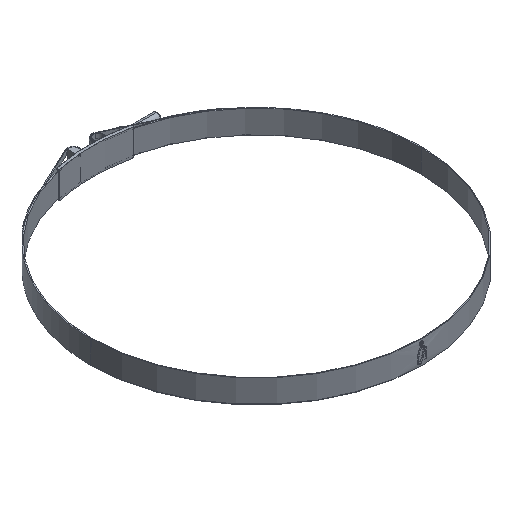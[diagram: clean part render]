
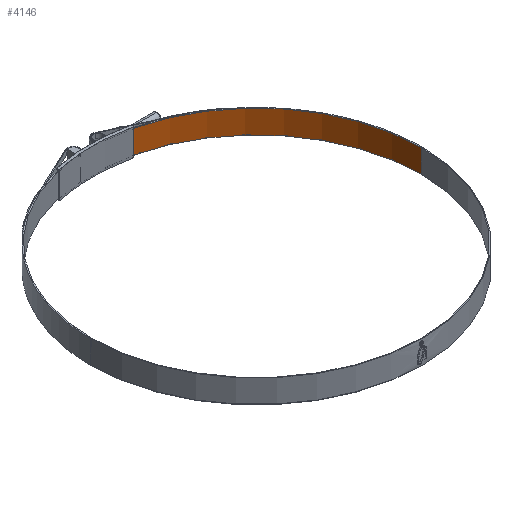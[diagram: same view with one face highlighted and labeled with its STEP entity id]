
A CAD part, isometric view. The second image highlights one B-rep face of the part: STEP entity #4146.
In plain terms, the highlighted cylindrical face has radius 135 mm (diameter 270 mm), a partial arc.
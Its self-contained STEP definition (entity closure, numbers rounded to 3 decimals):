
#134 = CARTESIAN_POINT ( 'NONE',  ( 9.643, 134.655, 9.525 ) ) ;
#221 = CARTESIAN_POINT ( 'NONE',  ( 0., 0., 9.525 ) ) ;
#1480 = CARTESIAN_POINT ( 'NONE',  ( 9.643, 134.655, -9.525 ) ) ;
#1564 = VERTEX_POINT ( 'NONE', #1480 ) ;
#2346 = DIRECTION ( 'NONE',  ( 0., 0., -1. ) ) ;
#2672 = DIRECTION ( 'NONE',  ( -1., 0., 0. ) ) ;
#2674 = FACE_OUTER_BOUND ( 'NONE', #14283, .T. ) ;
#2731 = CARTESIAN_POINT ( 'NONE',  ( 135., 0., 9.525 ) ) ;
#3099 = EDGE_CURVE ( 'NONE', #1564, #5813, #7913, .T. ) ;
#3274 = ORIENTED_EDGE ( 'NONE', *, *, #4156, .T. ) ;
#3372 = CARTESIAN_POINT ( 'NONE',  ( 135., 0., -9.525 ) ) ;
#3436 = CARTESIAN_POINT ( 'NONE',  ( 135., 0., 9.525 ) ) ;
#3673 = CARTESIAN_POINT ( 'NONE',  ( 0., 0., 9.525 ) ) ;
#3987 = VERTEX_POINT ( 'NONE', #134 ) ;
#4146 = ADVANCED_FACE ( 'NONE', ( #2674 ), #4686, .F. ) ;
#4156 = EDGE_CURVE ( 'NONE', #3987, #1564, #7069, .T. ) ;
#4241 = VECTOR ( 'NONE', #12583, 1000. ) ;
#4499 = AXIS2_PLACEMENT_3D ( 'NONE', #221, #12315, #4635 ) ;
#4635 = DIRECTION ( 'NONE',  ( -1., 0., 0. ) ) ;
#4649 = EDGE_CURVE ( 'NONE', #10582, #5813, #5166, .T. ) ;
#4686 = CYLINDRICAL_SURFACE ( 'NONE', #7702, 135. ) ;
#5166 = LINE ( 'NONE', #3436, #9565 ) ;
#5813 = VERTEX_POINT ( 'NONE', #3372 ) ;
#5832 = CARTESIAN_POINT ( 'NONE',  ( 9.643, 134.655, 9.525 ) ) ;
#6152 = EDGE_CURVE ( 'NONE', #3987, #10582, #10728, .T. ) ;
#6245 = ORIENTED_EDGE ( 'NONE', *, *, #6152, .F. ) ;
#6923 = DIRECTION ( 'NONE',  ( -1., 0., 0. ) ) ;
#7069 = LINE ( 'NONE', #5832, #4241 ) ;
#7702 = AXIS2_PLACEMENT_3D ( 'NONE', #3673, #12506, #6923 ) ;
#7913 = CIRCLE ( 'NONE', #11397, 135. ) ;
#8433 = ORIENTED_EDGE ( 'NONE', *, *, #3099, .T. ) ;
#8687 = ORIENTED_EDGE ( 'NONE', *, *, #4649, .F. ) ;
#9565 = VECTOR ( 'NONE', #2346, 1000. ) ;
#10582 = VERTEX_POINT ( 'NONE', #2731 ) ;
#10728 = CIRCLE ( 'NONE', #4499, 135. ) ;
#11397 = AXIS2_PLACEMENT_3D ( 'NONE', #12581, #13742, #2672 ) ;
#12315 = DIRECTION ( 'NONE',  ( 0., 0., -1. ) ) ;
#12506 = DIRECTION ( 'NONE',  ( 0., 0., -1. ) ) ;
#12581 = CARTESIAN_POINT ( 'NONE',  ( 0., 0., -9.525 ) ) ;
#12583 = DIRECTION ( 'NONE',  ( 0., 0., -1. ) ) ;
#13742 = DIRECTION ( 'NONE',  ( 0., 0., -1. ) ) ;
#14283 = EDGE_LOOP ( 'NONE', ( #8687, #6245, #3274, #8433 ) ) ;
